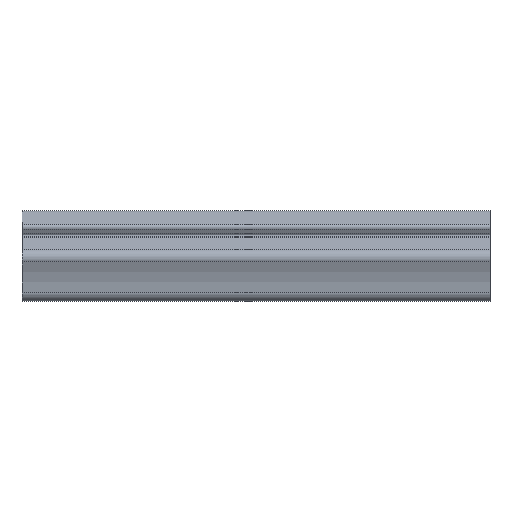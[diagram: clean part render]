
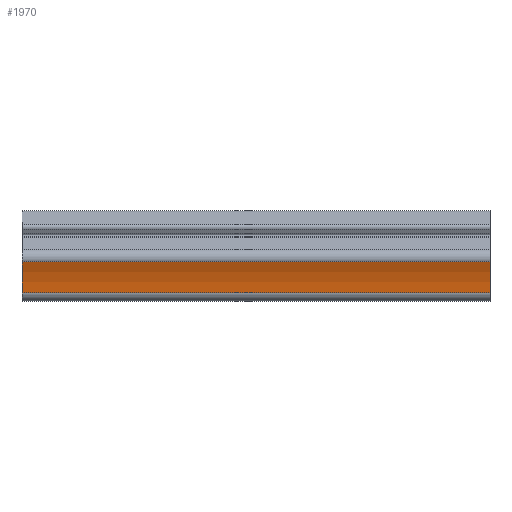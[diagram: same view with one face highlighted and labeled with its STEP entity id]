
A CAD part, left-side view. The second image highlights one B-rep face of the part: STEP entity #1970.
In plain terms, the highlighted cylindrical face has radius 40 mm (diameter 80 mm), a partial arc.
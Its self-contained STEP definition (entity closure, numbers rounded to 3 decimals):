
#132=FACE_OUTER_BOUND('',#234,.T.);
#234=EDGE_LOOP('',(#1543,#1544,#1545,#1546));
#386=LINE('',#3369,#546);
#387=LINE('',#3375,#547);
#546=VECTOR('',#2756,200.);
#547=VECTOR('',#2763,200.);
#695=CIRCLE('',#2191,40.);
#696=CIRCLE('',#2192,40.);
#881=VERTEX_POINT('',#3366);
#882=VERTEX_POINT('',#3368);
#883=VERTEX_POINT('',#3372);
#884=VERTEX_POINT('',#3374);
#1161=EDGE_CURVE('',#882,#881,#386,.T.);
#1163=EDGE_CURVE('',#881,#883,#695,.T.);
#1164=EDGE_CURVE('',#884,#883,#387,.T.);
#1165=EDGE_CURVE('',#882,#884,#696,.T.);
#1543=ORIENTED_EDGE('',*,*,#1163,.T.);
#1544=ORIENTED_EDGE('',*,*,#1164,.F.);
#1545=ORIENTED_EDGE('',*,*,#1165,.F.);
#1546=ORIENTED_EDGE('',*,*,#1161,.T.);
#1877=CYLINDRICAL_SURFACE('',#2190,40.);
#1970=ADVANCED_FACE('',(#132),#1877,.F.);
#2190=AXIS2_PLACEMENT_3D('',#3371,#2759,#2760);
#2191=AXIS2_PLACEMENT_3D('',#3373,#2761,#2762);
#2192=AXIS2_PLACEMENT_3D('',#3376,#2764,#2765);
#2756=DIRECTION('',(0.,1.,0.));
#2759=DIRECTION('center_axis',(0.,1.,0.));
#2760=DIRECTION('ref_axis',(-0.908,0.,-0.419));
#2761=DIRECTION('center_axis',(0.,1.,0.));
#2762=DIRECTION('ref_axis',(-0.908,0.,-0.419));
#2763=DIRECTION('',(0.,1.,0.));
#2764=DIRECTION('center_axis',(0.,1.,0.));
#2765=DIRECTION('ref_axis',(-0.908,0.,-0.419));
#3366=CARTESIAN_POINT('',(-21.64,200.,1.239));
#3368=CARTESIAN_POINT('',(-21.64,0.,1.239));
#3369=CARTESIAN_POINT('',(-21.64,0.,1.239));
#3371=CARTESIAN_POINT('Origin',(-57.956,0.,-15.529));
#3372=CARTESIAN_POINT('',(-18.121,200.,-11.893));
#3373=CARTESIAN_POINT('Origin',(-57.956,200.,-15.529));
#3374=CARTESIAN_POINT('',(-18.121,0.,-11.893));
#3375=CARTESIAN_POINT('',(-18.121,0.,-11.893));
#3376=CARTESIAN_POINT('Origin',(-57.956,0.,-15.529));
